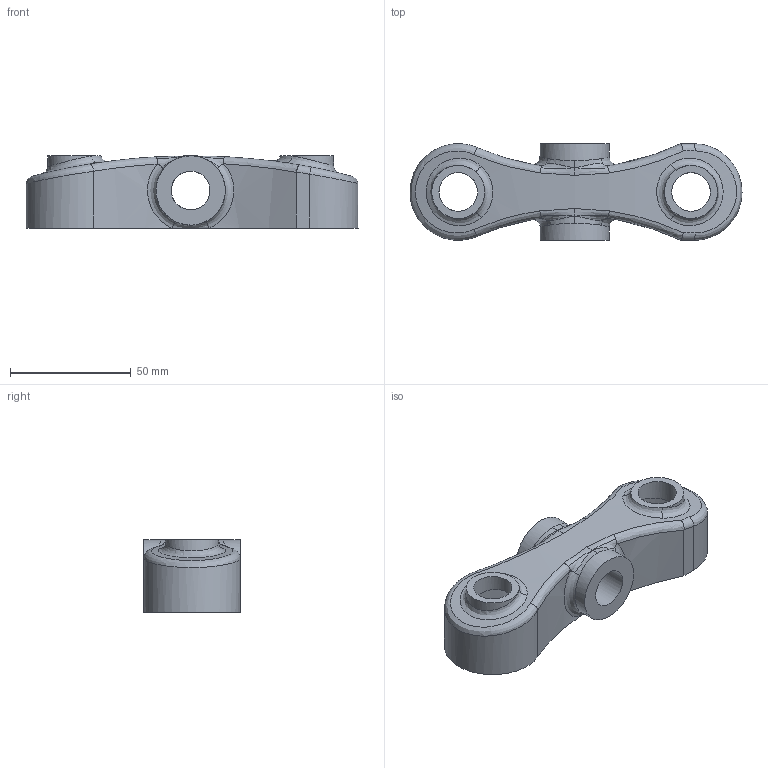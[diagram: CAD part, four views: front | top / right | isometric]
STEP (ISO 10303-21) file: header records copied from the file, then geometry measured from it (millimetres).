
FILE_DESCRIPTION(/* description */ ('Unknown'),/* implementation_level */ '2;1');
FILE_NAME(/* name */ 'part A',/* time_stamp */ '2026-02-14T07:49:10+02:00',/* author */ ('Unknown'),/* organization */ ('Unknown'),/* preprocessor_version */ 'ST-DEVELOPER v20',/* originating_system */ 'Solid Edge',/* authorisation */ 'Unknown');
FILE_SCHEMA (('AUTOMOTIVE_DESIGN {1 0 10303 214 3 1 1}'));
Length unit declared in the file: millimetre
Products named in the file (1): part A
Bounding box: 137.59 x 40 x 30 mm (x, y, z)
Volume: 42879.8 mm3; surface area: 25494.6 mm2
Topology: 1 solids, 1 shells, 65 faces, 154 edges, 94 vertices
Faces by surface type: bspline 32, cylinder 20, plane 9, torus 4
Full cylindrical faces by diameter (mm): 16 x4, 28.731 x2
Entity records: 4330 total; most frequent: CARTESIAN_POINT 3074, ORIENTED_EDGE 292, DIRECTION 176, EDGE_CURVE 146, VERTEX_POINT 92, B_SPLINE_CURVE_WITH_KNOTS 84, EDGE_LOOP 82, FACE_BOUND 82
